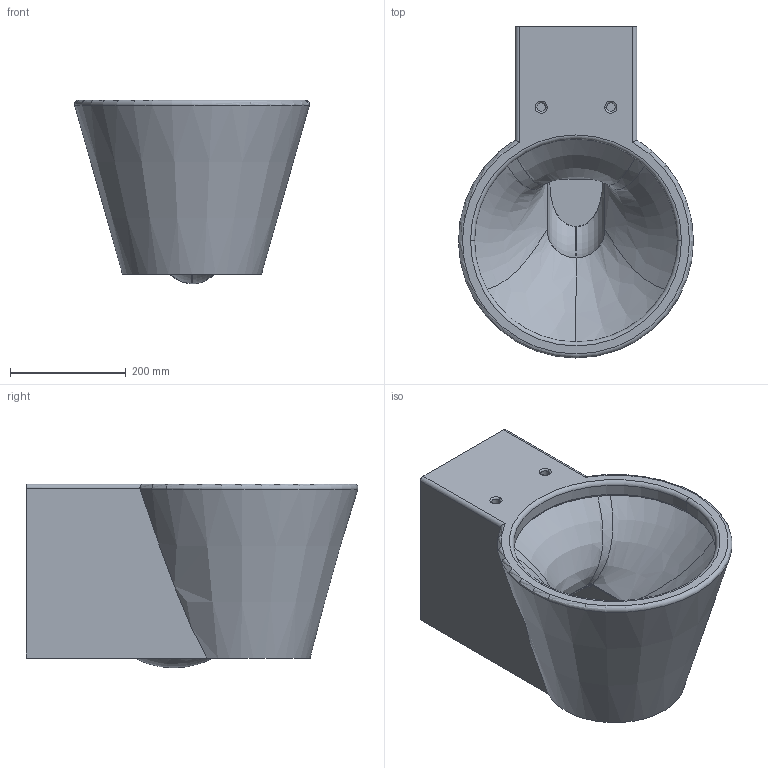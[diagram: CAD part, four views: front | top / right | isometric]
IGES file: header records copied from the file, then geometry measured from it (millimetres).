
Global section: file name: No Iges File Name specified; native system: AutoDesk Inventor R11.0; preprocessor: AutoDesk Inventor Iges Exporter R11.0; author: No Author specified; organization: No Organization specified; date: 20070212.161256; units: millimetre
Bounding box: 405.47 x 572.74 x 317 mm (x, y, z)
Volume: 19083193.1 mm3; surface area: 1307973.5 mm2
Topology: 1 solids, 2 shells, 136 faces, 362 edges, 230 vertices
Faces by surface type: revolution 42, plane 36, bspline 23, torus 19, cylinder 15, cone 1
